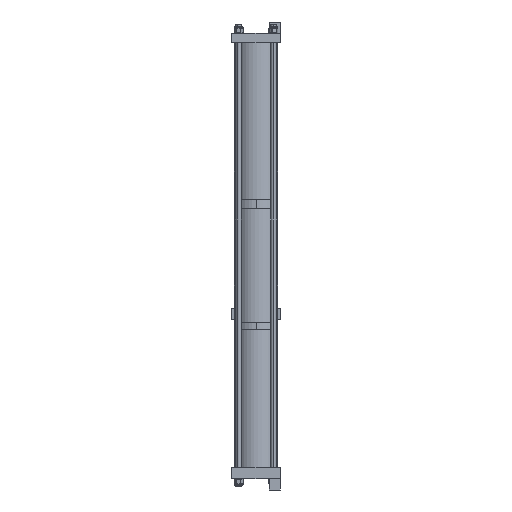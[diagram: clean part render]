
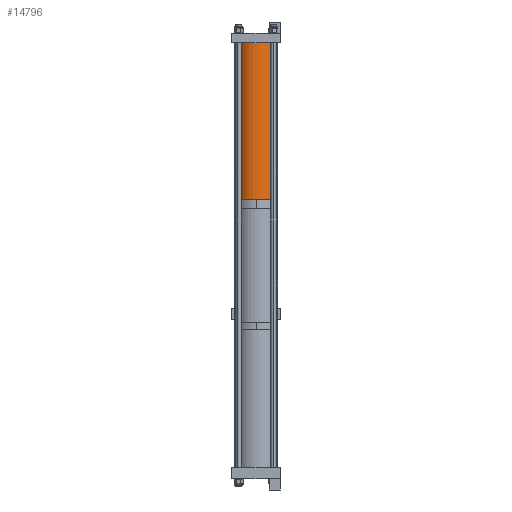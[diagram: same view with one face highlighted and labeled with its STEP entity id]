
A CAD part, left-side view. The second image highlights one B-rep face of the part: STEP entity #14796.
In plain terms, the highlighted cylindrical face has radius 73.025 mm (diameter 146.05 mm), a partial arc.
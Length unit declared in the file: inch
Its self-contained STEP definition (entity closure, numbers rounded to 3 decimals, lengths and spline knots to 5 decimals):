
#39 = EDGE_CURVE ( 'NONE', #13852, #592, #2928, .T. ) ;
#592 = VERTEX_POINT ( 'NONE', #11963 ) ;
#1166 = CARTESIAN_POINT ( 'NONE',  ( -2.875, 0., 20.904 ) ) ;
#1638 = ORIENTED_EDGE ( 'NONE', *, *, #14162, .F. ) ;
#2093 = EDGE_CURVE ( 'NONE', #4820, #2656, #8039, .T. ) ;
#2656 = VERTEX_POINT ( 'NONE', #10763 ) ;
#2922 = FACE_OUTER_BOUND ( 'NONE', #12356, .T. ) ;
#2928 = CIRCLE ( 'NONE', #8609, 2.875 ) ;
#4812 = CARTESIAN_POINT ( 'NONE',  ( 0., 0., 20.904 ) ) ;
#4820 = VERTEX_POINT ( 'NONE', #11123 ) ;
#5076 = DIRECTION ( 'NONE',  ( 1., 0., 0. ) ) ;
#6443 = DIRECTION ( 'NONE',  ( 1., 0., 0. ) ) ;
#6626 = CARTESIAN_POINT ( 'NONE',  ( -2.875, 0., 0. ) ) ;
#7239 = DIRECTION ( 'NONE',  ( 0., 0., -1. ) ) ;
#7368 = CARTESIAN_POINT ( 'NONE',  ( 0., 0., 0. ) ) ;
#7511 = ORIENTED_EDGE ( 'NONE', *, *, #2093, .F. ) ;
#7517 = VECTOR ( 'NONE', #7239, 39.37008 ) ;
#7833 = VECTOR ( 'NONE', #10837, 39.37008 ) ;
#8039 = CIRCLE ( 'NONE', #13079, 2.875 ) ;
#8609 = AXIS2_PLACEMENT_3D ( 'NONE', #7368, #13508, #5076 ) ;
#8647 = EDGE_CURVE ( 'NONE', #4820, #13852, #10087, .T. ) ;
#10087 = LINE ( 'NONE', #1166, #7833 ) ;
#10090 = ORIENTED_EDGE ( 'NONE', *, *, #39, .T. ) ;
#10763 = CARTESIAN_POINT ( 'NONE',  ( 2.875, 0., 20.904 ) ) ;
#10837 = DIRECTION ( 'NONE',  ( 0., 0., -1. ) ) ;
#11123 = CARTESIAN_POINT ( 'NONE',  ( -2.875, 0., 20.904 ) ) ;
#11905 = CARTESIAN_POINT ( 'NONE',  ( 2.875, 0., 20.904 ) ) ;
#11963 = CARTESIAN_POINT ( 'NONE',  ( 2.875, 0., 0. ) ) ;
#12099 = DIRECTION ( 'NONE',  ( 0., 0., -1. ) ) ;
#12324 = DIRECTION ( 'NONE',  ( -1., 0., 0. ) ) ;
#12356 = EDGE_LOOP ( 'NONE', ( #1638, #7511, #15087, #10090 ) ) ;
#12405 = CYLINDRICAL_SURFACE ( 'NONE', #14684, 2.875 ) ;
#13079 = AXIS2_PLACEMENT_3D ( 'NONE', #15061, #13692, #6443 ) ;
#13508 = DIRECTION ( 'NONE',  ( 0., 0., 1. ) ) ;
#13692 = DIRECTION ( 'NONE',  ( 0., 0., 1. ) ) ;
#13852 = VERTEX_POINT ( 'NONE', #6626 ) ;
#13873 = LINE ( 'NONE', #11905, #7517 ) ;
#14162 = EDGE_CURVE ( 'NONE', #2656, #592, #13873, .T. ) ;
#14684 = AXIS2_PLACEMENT_3D ( 'NONE', #4812, #12099, #12324 ) ;
#14796 = ADVANCED_FACE ( 'NONE', ( #2922 ), #12405, .T. ) ;
#15061 = CARTESIAN_POINT ( 'NONE',  ( 0., 0., 20.904 ) ) ;
#15087 = ORIENTED_EDGE ( 'NONE', *, *, #8647, .T. ) ;
